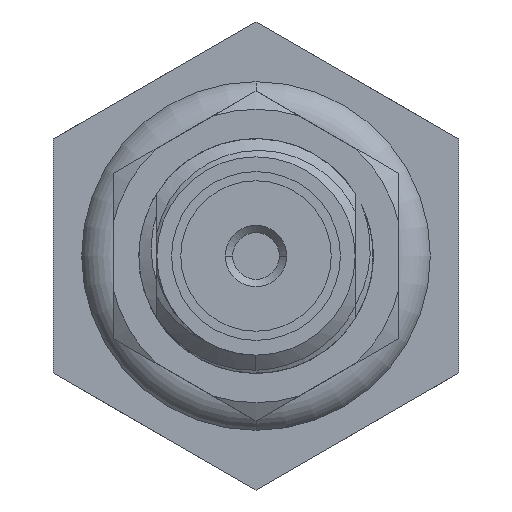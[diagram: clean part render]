
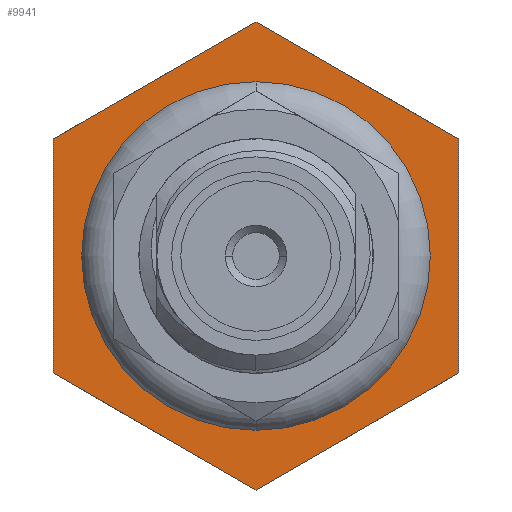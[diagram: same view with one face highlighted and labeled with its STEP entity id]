
A CAD part, left-side view. The second image highlights one B-rep face of the part: STEP entity #9941.
In plain terms, the highlighted planar face has unit normal (-1, 0, 0).
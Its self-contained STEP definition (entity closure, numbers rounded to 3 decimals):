
#1100=DIRECTION('',(0.,0.866,-0.5));
#1101=VECTOR('',#1100,6.375);
#1102=CARTESIAN_POINT('',(4.8,0.,6.375));
#1103=LINE('',#1102,#1101);
#1104=DIRECTION('',(0.,0.866,0.5));
#1105=VECTOR('',#1104,6.375);
#1106=CARTESIAN_POINT('',(4.8,-5.521,3.188));
#1107=LINE('',#1106,#1105);
#1108=DIRECTION('',(0.,0.,1.));
#1109=VECTOR('',#1108,6.375);
#1110=CARTESIAN_POINT('',(4.8,-5.521,-3.188));
#1111=LINE('',#1110,#1109);
#1112=DIRECTION('',(0.,-0.866,0.5));
#1113=VECTOR('',#1112,6.375);
#1114=CARTESIAN_POINT('',(4.8,0.,-6.375));
#1115=LINE('',#1114,#1113);
#1116=DIRECTION('',(0.,-0.866,-0.5));
#1117=VECTOR('',#1116,6.375);
#1118=CARTESIAN_POINT('',(4.8,5.521,-3.188));
#1119=LINE('',#1118,#1117);
#1120=DIRECTION('',(0.,0.,-1.));
#1121=VECTOR('',#1120,6.375);
#1122=CARTESIAN_POINT('',(4.8,5.521,3.188));
#1123=LINE('',#1122,#1121);
#1124=CARTESIAN_POINT('',(4.8,0.,0.));
#1125=DIRECTION('',(-1.,0.,0.));
#1126=DIRECTION('',(0.,0.,-1.));
#1127=AXIS2_PLACEMENT_3D('',#1124,#1125,#1126);
#1129=CARTESIAN_POINT('',(4.8,0.,0.));
#1130=DIRECTION('',(-1.,0.,0.));
#1131=DIRECTION('',(0.,0.,1.));
#1132=AXIS2_PLACEMENT_3D('',#1129,#1130,#1131);
#8343=CARTESIAN_POINT('',(4.8,0.,-4.75));
#8344=CARTESIAN_POINT('',(4.8,0.,4.75));
#8345=VERTEX_POINT('',#8343);
#8346=VERTEX_POINT('',#8344);
#8404=CARTESIAN_POINT('',(4.8,0.,6.375));
#8405=CARTESIAN_POINT('',(4.8,5.521,3.188));
#8406=VERTEX_POINT('',#8404);
#8407=VERTEX_POINT('',#8405);
#8408=CARTESIAN_POINT('',(4.8,5.521,-3.188));
#8409=VERTEX_POINT('',#8408);
#8410=CARTESIAN_POINT('',(4.8,0.,-6.375));
#8411=VERTEX_POINT('',#8410);
#8412=CARTESIAN_POINT('',(4.8,-5.521,-3.188));
#8413=VERTEX_POINT('',#8412);
#8414=CARTESIAN_POINT('',(4.8,-5.521,3.188));
#8415=VERTEX_POINT('',#8414);
#9917=CARTESIAN_POINT('',(4.8,0.,0.));
#9918=DIRECTION('',(1.,0.,0.));
#9919=DIRECTION('',(0.,0.,1.));
#9920=AXIS2_PLACEMENT_3D('',#9917,#9918,#9919);
#9921=PLANE('',#9920);
#9923=ORIENTED_EDGE('',*,*,#9922,.F.);
#9925=ORIENTED_EDGE('',*,*,#9924,.F.);
#9927=ORIENTED_EDGE('',*,*,#9926,.F.);
#9928=ORIENTED_EDGE('',*,*,#9907,.F.);
#9930=ORIENTED_EDGE('',*,*,#9929,.F.);
#9932=ORIENTED_EDGE('',*,*,#9931,.F.);
#9933=EDGE_LOOP('',(#9923,#9925,#9927,#9928,#9930,#9932));
#9934=FACE_OUTER_BOUND('',#9933,.F.);
#9936=ORIENTED_EDGE('',*,*,#9935,.T.);
#9938=ORIENTED_EDGE('',*,*,#9937,.T.);
#9939=EDGE_LOOP('',(#9936,#9938));
#9940=FACE_BOUND('',#9939,.F.);
#1128=CIRCLE('',#1127,4.75);
#1133=CIRCLE('',#1132,4.75);
#9907=EDGE_CURVE('',#8411,#8413,#1115,.T.);
#9922=EDGE_CURVE('',#8406,#8407,#1103,.T.);
#9924=EDGE_CURVE('',#8415,#8406,#1107,.T.);
#9926=EDGE_CURVE('',#8413,#8415,#1111,.T.);
#9929=EDGE_CURVE('',#8409,#8411,#1119,.T.);
#9931=EDGE_CURVE('',#8407,#8409,#1123,.T.);
#9935=EDGE_CURVE('',#8345,#8346,#1128,.T.);
#9937=EDGE_CURVE('',#8346,#8345,#1133,.T.);
#9941=ADVANCED_FACE('',(#9934,#9940),#9921,.F.);
